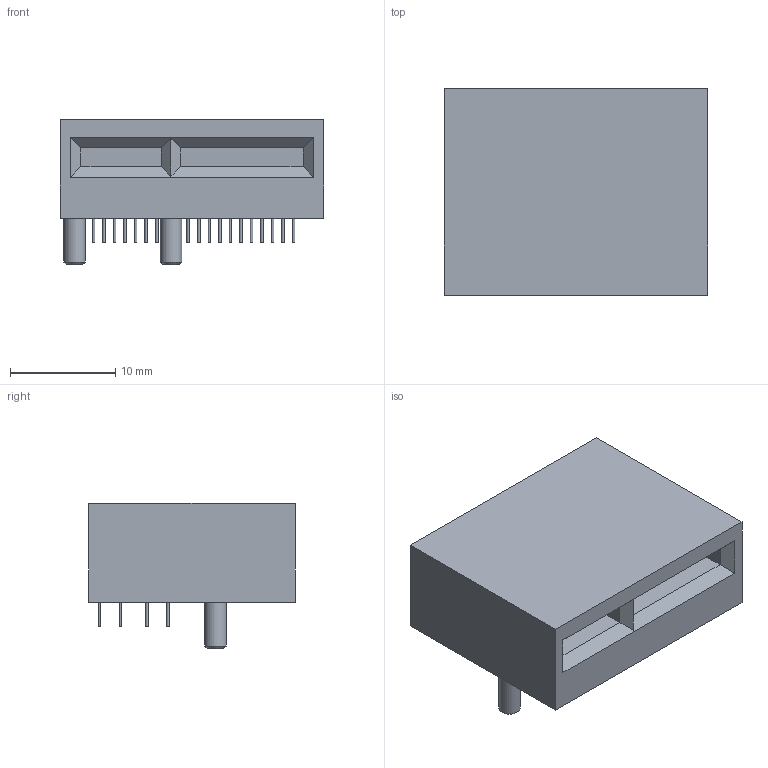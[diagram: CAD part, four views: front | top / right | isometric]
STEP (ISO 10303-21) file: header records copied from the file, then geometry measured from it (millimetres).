
FILE_DESCRIPTION( ( '' ), ' ' );
FILE_NAME( '5ec9542c9c760b15868b2e77.step', '2020-05-23T16:49:48', ( '' ), ( '' ), ' ', ' ', ' ' );
FILE_SCHEMA( ( 'AUTOMOTIVE_DESIGN { 1 0 10303 214 1 1 1 1 }' ) );
Length unit declared in the file: metre
Products named in the file (1): 3901-10100T
Bounding box: 25 x 19.6 x 13.8 mm (x, y, z)
Volume: 4314.4 mm3; surface area: 2308.2 mm2
Topology: 1 solids, 1 shells, 100 faces, 167 edges, 108 vertices
Faces by surface type: plane 60, cylinder 38, cone 2
Full cylindrical faces by diameter (mm): 0.25 x36, 2.05 x2
Entity records: 2965 total; most frequent: DIRECTION 407, CARTESIAN_POINT 336, ORIENTED_EDGE 254, AXIS2_PLACEMENT_3D 179, EDGE_LOOP 179, FACE_OUTER_BOUND 138, EDGE_CURVE 127, VERTEX_POINT 108
